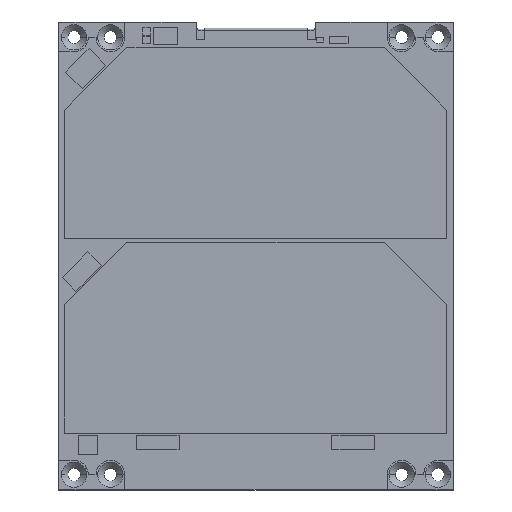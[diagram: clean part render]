
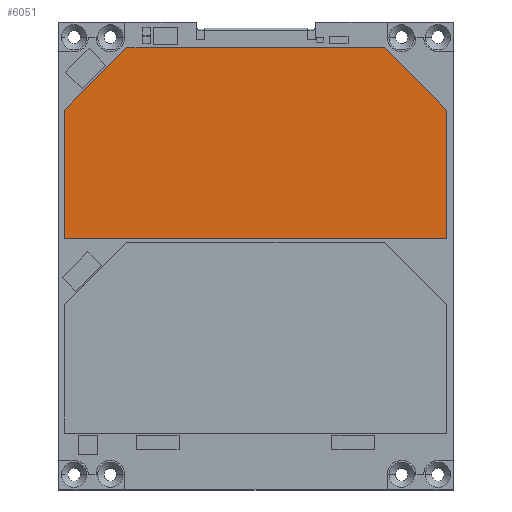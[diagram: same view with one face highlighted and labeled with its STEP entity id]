
A CAD part, top view. The second image highlights one B-rep face of the part: STEP entity #6051.
In plain terms, the highlighted planar face has unit normal (0, 0, 1).
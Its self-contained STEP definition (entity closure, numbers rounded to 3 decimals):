
#1772=DIRECTION('',(-0.707,-0.707,0.));
#1773=VECTOR('',#1772,18.385);
#1774=CARTESIAN_POINT('',(-27.02,43.57,0.28));
#1775=LINE('',#1774,#1773);
#1776=DIRECTION('',(-1.,0.,0.));
#1777=VECTOR('',#1776,54.);
#1778=CARTESIAN_POINT('',(26.98,43.57,0.28));
#1779=LINE('',#1778,#1777);
#1780=DIRECTION('',(-0.707,0.707,0.));
#1781=VECTOR('',#1780,18.385);
#1782=CARTESIAN_POINT('',(39.98,30.57,0.28));
#1783=LINE('',#1782,#1781);
#1784=DIRECTION('',(0.,1.,0.));
#1785=VECTOR('',#1784,27.);
#1786=CARTESIAN_POINT('',(39.98,3.57,0.28));
#1787=LINE('',#1786,#1785);
#1788=DIRECTION('',(1.,0.,0.));
#1789=VECTOR('',#1788,80.);
#1790=CARTESIAN_POINT('',(-40.02,3.57,0.28));
#1791=LINE('',#1790,#1789);
#1792=DIRECTION('',(0.,-1.,0.));
#1793=VECTOR('',#1792,27.);
#1794=CARTESIAN_POINT('',(-40.02,30.57,0.28));
#1795=LINE('',#1794,#1793);
#2699=CARTESIAN_POINT('',(-27.02,43.57,0.28));
#2700=CARTESIAN_POINT('',(-40.02,30.57,0.28));
#2701=VERTEX_POINT('',#2699);
#2702=VERTEX_POINT('',#2700);
#2703=CARTESIAN_POINT('',(-40.02,3.57,0.28));
#2704=VERTEX_POINT('',#2703);
#2705=CARTESIAN_POINT('',(39.98,3.57,0.28));
#2706=VERTEX_POINT('',#2705);
#2707=CARTESIAN_POINT('',(39.98,30.57,0.28));
#2708=VERTEX_POINT('',#2707);
#2709=CARTESIAN_POINT('',(26.98,43.57,0.28));
#2710=VERTEX_POINT('',#2709);
#6038=CARTESIAN_POINT('',(-41.299,-49.,0.28));
#6039=DIRECTION('',(0.,0.,1.));
#6040=DIRECTION('',(1.,0.,0.));
#6041=AXIS2_PLACEMENT_3D('',#6038,#6039,#6040);
#6042=PLANE('',#6041);
#6043=ORIENTED_EDGE('',*,*,#5920,.F.);
#6044=ORIENTED_EDGE('',*,*,#5942,.F.);
#6045=ORIENTED_EDGE('',*,*,#5963,.F.);
#6046=ORIENTED_EDGE('',*,*,#5984,.F.);
#6047=ORIENTED_EDGE('',*,*,#6005,.F.);
#6048=ORIENTED_EDGE('',*,*,#6025,.F.);
#6049=EDGE_LOOP('',(#6043,#6044,#6045,#6046,#6047,#6048));
#6050=FACE_OUTER_BOUND('',#6049,.F.);
#5920=EDGE_CURVE('',#2701,#2702,#1775,.T.);
#5942=EDGE_CURVE('',#2710,#2701,#1779,.T.);
#5963=EDGE_CURVE('',#2708,#2710,#1783,.T.);
#5984=EDGE_CURVE('',#2706,#2708,#1787,.T.);
#6005=EDGE_CURVE('',#2704,#2706,#1791,.T.);
#6025=EDGE_CURVE('',#2702,#2704,#1795,.T.);
#6051=ADVANCED_FACE('',(#6050),#6042,.T.);
